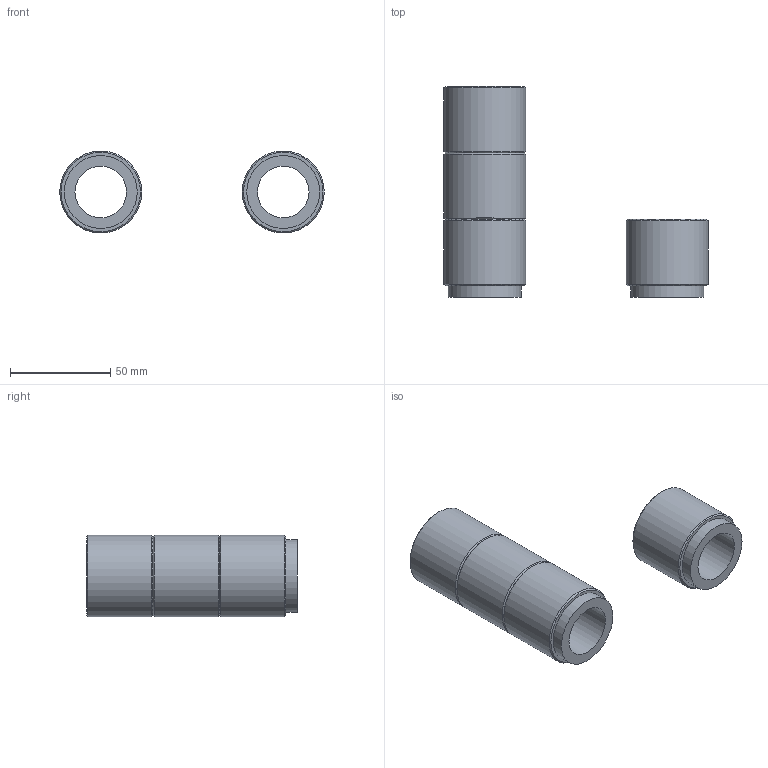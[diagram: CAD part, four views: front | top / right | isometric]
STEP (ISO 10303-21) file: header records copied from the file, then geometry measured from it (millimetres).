
FILE_DESCRIPTION((''),'2;1');
FILE_NAME('OFT-160t.stp','2011-03-23T14:39:30',('JC'),(''),'Autodesk Inventor 11','Autodesk Inventor 11','');
FILE_SCHEMA(('AUTOMOTIVE_DESIGN { 1 0 10303 214 1 1 1 1 }'));
Length unit declared in the file: inch
Products named in the file (3): OFT-160t 3d dwg; OFT-160t 3d dwg1; OFT-160t 3d dwg2
Assembly tree (2 placements, depth 2):
  OFT-160t 3d dwg
    OFT-160t 3d dwg1
    OFT-160t 3d dwg2
Bounding box: 131.93 x 105.21 x 40.89 mm (x, y, z)
Volume: 101676.8 mm3; surface area: 33729.2 mm2
Topology: 2 solids, 2 shells, 26 faces, 49 edges, 31 vertices
Faces by surface type: cylinder 10, cone 8, plane 8
Full cylindrical faces by diameter (mm): 25.718 x2, 35.344 x2, 36.373 x2, 40.894 x4
Entity records: 614 total; most frequent: DIRECTION 114, CARTESIAN_POINT 83, AXIS2_PLACEMENT_3D 57, ORIENTED_EDGE 52, EDGE_LOOP 52, VERTEX_POINT 26, CIRCLE 26, EDGE_CURVE 26
